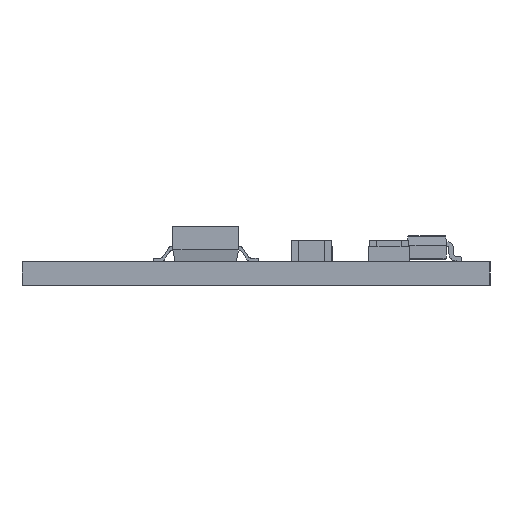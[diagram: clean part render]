
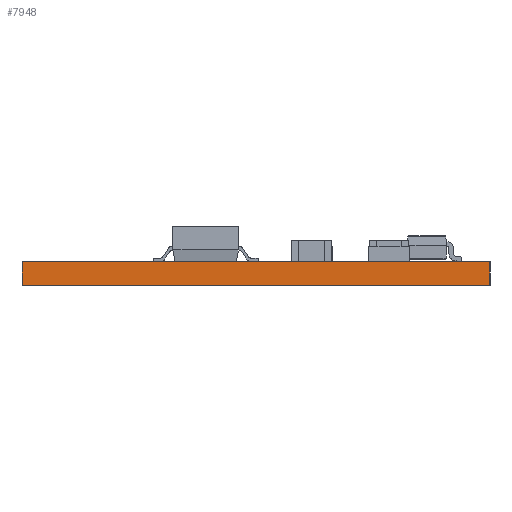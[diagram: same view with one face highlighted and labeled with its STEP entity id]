
A CAD part, left-side view. The second image highlights one B-rep face of the part: STEP entity #7948.
In plain terms, the highlighted planar face has unit normal (-1, 0, 0).
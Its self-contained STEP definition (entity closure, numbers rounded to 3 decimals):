
#60 = CARTESIAN_POINT ( 'NONE',  ( 0., 0., 1.016 ) ) ;
#490 = CARTESIAN_POINT ( 'NONE',  ( 0., 0., 1.016 ) ) ;
#1065 = VECTOR ( 'NONE', #1671, 1000. ) ;
#1541 = DIRECTION ( 'NONE',  ( 0., 0., -1. ) ) ;
#1671 = DIRECTION ( 'NONE',  ( 0., -1., 0. ) ) ;
#2346 = VECTOR ( 'NONE', #40889, 1000. ) ;
#2405 = EDGE_CURVE ( 'NONE', #30767, #26836, #42916, .T. ) ;
#6842 = DIRECTION ( 'NONE',  ( 0., 1., 0. ) ) ;
#7724 = EDGE_LOOP ( 'NONE', ( #9436, #37829, #35380, #32369 ) ) ;
#7948 = ADVANCED_FACE ( 'NONE', ( #13061 ), #34560, .F. ) ;
#9436 = ORIENTED_EDGE ( 'NONE', *, *, #16987, .T. ) ;
#10177 = EDGE_CURVE ( 'NONE', #30767, #23019, #38756, .T. ) ;
#10365 = DIRECTION ( 'NONE',  ( 1., 0., 0. ) ) ;
#13061 = FACE_OUTER_BOUND ( 'NONE', #7724, .T. ) ;
#16053 = DIRECTION ( 'NONE',  ( 0., -1., 0. ) ) ;
#16987 = EDGE_CURVE ( 'NONE', #23019, #18985, #36958, .T. ) ;
#17174 = AXIS2_PLACEMENT_3D ( 'NONE', #60, #10365, #6842 ) ;
#18985 = VERTEX_POINT ( 'NONE', #19250 ) ;
#19250 = CARTESIAN_POINT ( 'NONE',  ( 0., 0., 0. ) ) ;
#20741 = VECTOR ( 'NONE', #1541, 1000. ) ;
#20922 = EDGE_CURVE ( 'NONE', #26836, #18985, #28281, .T. ) ;
#21918 = CARTESIAN_POINT ( 'NONE',  ( 0., 0., 1.016 ) ) ;
#23019 = VERTEX_POINT ( 'NONE', #30891 ) ;
#26836 = VERTEX_POINT ( 'NONE', #31335 ) ;
#28281 = LINE ( 'NONE', #490, #2346 ) ;
#30767 = VERTEX_POINT ( 'NONE', #35118 ) ;
#30891 = CARTESIAN_POINT ( 'NONE',  ( 0., 20., 0. ) ) ;
#31335 = CARTESIAN_POINT ( 'NONE',  ( 0., 0., 1.016 ) ) ;
#32369 = ORIENTED_EDGE ( 'NONE', *, *, #10177, .T. ) ;
#33030 = CARTESIAN_POINT ( 'NONE',  ( 0., 0., 0. ) ) ;
#34560 = PLANE ( 'NONE',  #17174 ) ;
#35118 = CARTESIAN_POINT ( 'NONE',  ( 0., 20., 1.016 ) ) ;
#35380 = ORIENTED_EDGE ( 'NONE', *, *, #2405, .F. ) ;
#36452 = VECTOR ( 'NONE', #16053, 1000. ) ;
#36958 = LINE ( 'NONE', #33030, #36452 ) ;
#37829 = ORIENTED_EDGE ( 'NONE', *, *, #20922, .F. ) ;
#38756 = LINE ( 'NONE', #40785, #20741 ) ;
#40785 = CARTESIAN_POINT ( 'NONE',  ( 0., 20., 1.016 ) ) ;
#40889 = DIRECTION ( 'NONE',  ( 0., 0., -1. ) ) ;
#42916 = LINE ( 'NONE', #21918, #1065 ) ;
